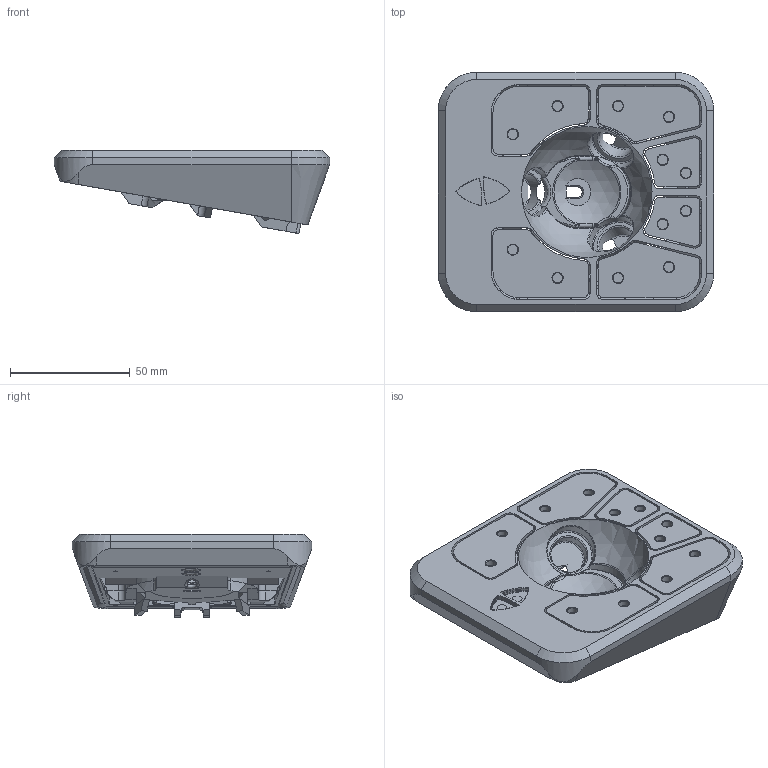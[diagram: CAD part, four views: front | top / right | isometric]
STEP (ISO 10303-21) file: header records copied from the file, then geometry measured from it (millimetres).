
FILE_DESCRIPTION(/* description */ ('STEP AP242','CAx-IF Rec.Pracs.---Representation and Presentation of Product Manufacturing Information (PMI)---4.0---2014-10-13','CAx-IF Rec.Pracs.---3D Tessellated Geometry---0.4---2014-09-14','2;1'),/* implementation_level */ '2;1');
FILE_NAME(/* name */ '67ef48df005bea1f87b9febd',/* time_stamp */ '2025-04-04T02:50:09Z',/* author */ (''),/* organization */ (''),/* preprocessor_version */ 'ST-DEVELOPER v20',/* originating_system */ 'ONSHAPE BY PTC INC, 1.195',/* authorisation */ ' ');
FILE_SCHEMA (('AP242_MANAGED_MODEL_BASED_3D_ENGINEERING_MIM_LF { 1 0 10303 442 1 1 4 }'));
Length unit declared in the file: metre
Products named in the file (2): Sensor Cover; Top
Bounding box: 115 x 100 x 34.71 mm (x, y, z)
Volume: 120531.9 mm3; surface area: 63803.1 mm2
Topology: 2 solids, 2 shells, 1390 faces, 3678 edges, 2296 vertices
Faces by surface type: plane 953, cylinder 265, bspline 77, cone 70, torus 23, sphere 2
Full cylindrical faces by diameter (mm): 1.9 x4, 4 x3, 4.2 x12, 15.15 x3
Entity records: 45678 total; most frequent: CARTESIAN_POINT 11605, ORIENTED_EDGE 7248, DIRECTION 6755, EDGE_CURVE 3624, LINE 2665, VECTOR 2665, VERTEX_POINT 2283, AXIS2_PLACEMENT_3D 2045
